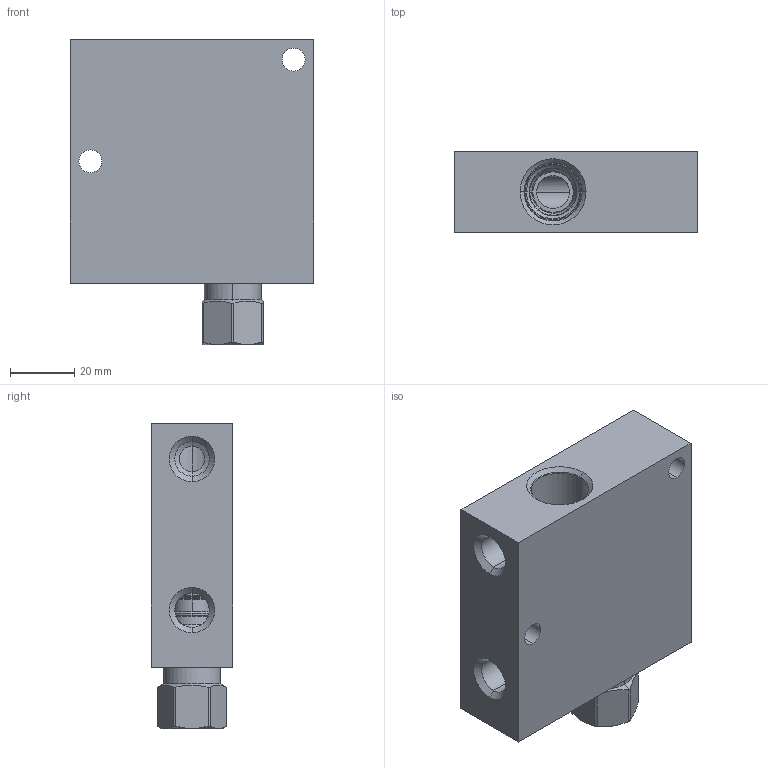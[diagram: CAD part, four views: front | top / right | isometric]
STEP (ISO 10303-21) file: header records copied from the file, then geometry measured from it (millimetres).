
FILE_DESCRIPTION((''),'2;1');
FILE_NAME('J6A_ASM','2020-02-25T',('ProEService'),(''),'PRO/ENGINEER BY PARAMETRIC TECHNOLOGY CORPORATION, 2014200','PRO/ENGINEER BY PARAMETRIC TECHNOLOGY CORPORATION, 2014200','');
FILE_SCHEMA(('CONFIG_CONTROL_DESIGN'));
Length unit declared in the file: inch
Products named in the file (3): 158-481-001; CXBAXCN; J6A_ASM
Assembly tree (2 placements, depth 2):
  J6A_ASM
    158-481-001
    CXBAXCN
Bounding box: 76.2 x 25.4 x 95.4 mm (x, y, z)
Volume: 129010.1 mm3; surface area: 32329.8 mm2
Topology: 3 solids, 3 shells, 271 faces, 919 edges, 757 vertices
Faces by surface type: cylinder 129, cone 63, plane 37, torus 36, revolution 6
Entity records: 11712 total; most frequent: CARTESIAN_POINT 3852, DIRECTION 1680, ORIENTED_EDGE 1308, EDGE_CURVE 654, AXIS2_PLACEMENT_3D 606, VECTOR 462, LINE 462, VERTEX_POINT 400
